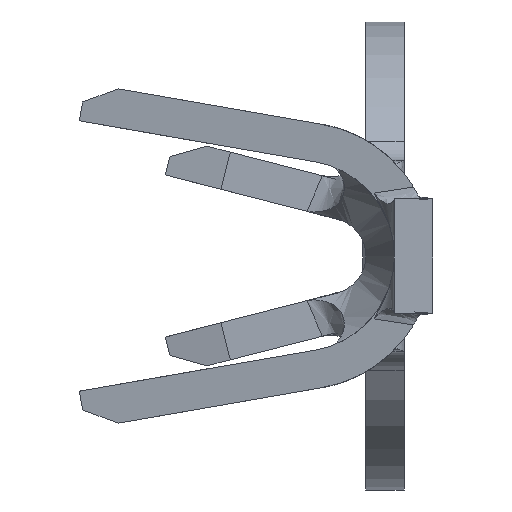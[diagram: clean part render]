
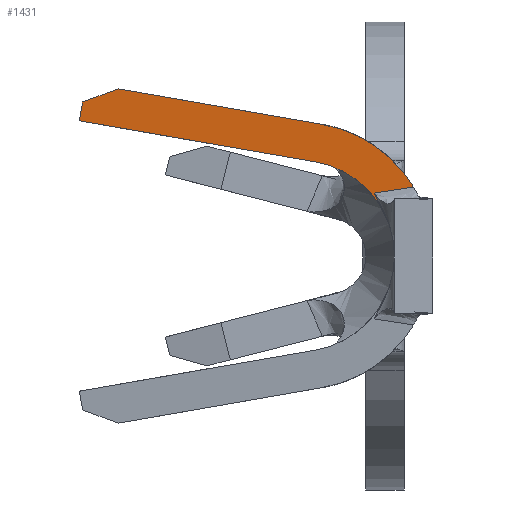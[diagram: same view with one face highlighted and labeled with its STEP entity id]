
A CAD part, left-side view. The second image highlights one B-rep face of the part: STEP entity #1431.
In plain terms, the highlighted planar face has unit normal (-0.99, 0.139, 0).
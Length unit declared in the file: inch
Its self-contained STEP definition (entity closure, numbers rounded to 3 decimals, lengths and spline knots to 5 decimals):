
#27 = CARTESIAN_POINT ( 'NONE',  ( -0.34937, 0.04643, 0.04926 ) ) ;
#180 = EDGE_CURVE ( 'NONE', #3218, #4158, #2663, .T. ) ;
#253 = EDGE_CURVE ( 'NONE', #3606, #3218, #1276, .T. ) ;
#325 = CARTESIAN_POINT ( 'NONE',  ( -0.35495, 0.0067, 0.03445 ) ) ;
#438 = CARTESIAN_POINT ( 'NONE',  ( -0.332, 0.17, -0.09 ) ) ;
#681 = CARTESIAN_POINT ( 'NONE',  ( -0.34985, 0.043, 0.06896 ) ) ;
#711 = CARTESIAN_POINT ( 'NONE',  ( -0.35564, 0.00177, 0.03517 ) ) ;
#835 = DIRECTION ( 'NONE',  ( 0.139, 0.99, 0. ) ) ;
#925 = CARTESIAN_POINT ( 'NONE',  ( -0.3527, 0.02268, 0.06543 ) ) ;
#978 = LINE ( 'NONE', #1336, #4449 ) ;
#1056 = EDGE_CURVE ( 'NONE', #4167, #3606, #3340, .T. ) ;
#1093 = DIRECTION ( 'NONE',  ( -0.137, -0.976, -0.17 ) ) ;
#1101 = CARTESIAN_POINT ( 'NONE',  ( -0.35634, -0.0032, 0.03585 ) ) ;
#1127 = ORIENTED_EDGE ( 'NONE', *, *, #3962, .T. ) ;
#1276 = LINE ( 'NONE', #2486, #2091 ) ;
#1279 = ORIENTED_EDGE ( 'NONE', *, *, #1741, .F. ) ;
#1285 = CARTESIAN_POINT ( 'NONE',  ( -0.3551, 0.00567, 0.05377 ) ) ;
#1306 = CARTESIAN_POINT ( 'NONE',  ( -0.35446, 0.01017, 0.02214 ) ) ;
#1336 = CARTESIAN_POINT ( 'NONE',  ( -0.33202, 0.16989, 0.07138 ) ) ;
#1360 = CARTESIAN_POINT ( 'NONE',  ( -0.33268, 0.16515, 0.08177 ) ) ;
#1362 = CARTESIAN_POINT ( 'NONE',  ( -0.35659, -0.00497, 0.0361 ) ) ;
#1375 = DIRECTION ( 'NONE',  ( -0.131, -0.931, 0.341 ) ) ;
#1431 = ADVANCED_FACE ( 'NONE', ( #1763 ), #4297, .F. ) ;
#1453 = CARTESIAN_POINT ( 'NONE',  ( -0.35651, -0.00438, 0.03602 ) ) ;
#1472 = CARTESIAN_POINT ( 'NONE',  ( -0.35421, 0.01195, 0.02575 ) ) ;
#1473 = LINE ( 'NONE', #4197, #3335 ) ;
#1491 = CARTESIAN_POINT ( 'NONE',  ( -0.35371, 0.01551, 0.03296 ) ) ;
#1607 = CARTESIAN_POINT ( 'NONE',  ( -0.35659, -0.00497, 0.0361 ) ) ;
#1683 = DIRECTION ( 'NONE',  ( -0.024, -0.171, 0.985 ) ) ;
#1741 = EDGE_CURVE ( 'NONE', #3221, #4167, #978, .T. ) ;
#1763 = FACE_OUTER_BOUND ( 'NONE', #3468, .T. ) ;
#1832 = EDGE_CURVE ( 'NONE', #2105, #3221, #1473, .T. ) ;
#1867 = CARTESIAN_POINT ( 'NONE',  ( -0.35446, 0.01017, 0.02214 ) ) ;
#2091 = VECTOR ( 'NONE', #1093, 39.37008 ) ;
#2105 = VERTEX_POINT ( 'NONE', #2653 ) ;
#2141 = CARTESIAN_POINT ( 'NONE',  ( -0.35408, 0.0129, 0.03343 ) ) ;
#2180 = VERTEX_POINT ( 'NONE', #1306 ) ;
#2196 = ORIENTED_EDGE ( 'NONE', *, *, #3461, .T. ) ;
#2225 = CARTESIAN_POINT ( 'NONE',  ( -0.35162, 0.0304, 0.04647 ) ) ;
#2286 = B_SPLINE_CURVE_WITH_KNOTS ( 'NONE', 3,
 ( #3530, #2850, #2141, #4567, #2491, #325, #2867, #711, #3219, #1101, #3542, #1453, #3882 ),
 .UNSPECIFIED., .F., .F.,
 ( 4, 3, 3, 3, 4 ),
 ( 0.00004, 0.00014, 0.00033, 0.00053, 0.00057 ),
 .UNSPECIFIED. ) ;
#2385 = ORIENTED_EDGE ( 'NONE', *, *, #1832, .F. ) ;
#2409 = VECTOR ( 'NONE', #1375, 39.37008 ) ;
#2486 = CARTESIAN_POINT ( 'NONE',  ( -0.35, 0.04191, 0.06877 ) ) ;
#2491 = CARTESIAN_POINT ( 'NONE',  ( -0.35461, 0.00915, 0.03406 ) ) ;
#2519 = ORIENTED_EDGE ( 'NONE', *, *, #3544, .F. ) ;
#2527 = AXIS2_PLACEMENT_3D ( 'NONE', #438, #2984, #835 ) ;
#2640 = CARTESIAN_POINT ( 'NONE',  ( -0.33488, 0.14951, 0.0875 ) ) ;
#2653 = CARTESIAN_POINT ( 'NONE',  ( -0.34937, 0.04643, 0.04926 ) ) ;
#2663 =( BOUNDED_CURVE ( )  B_SPLINE_CURVE ( 3, ( #681, #925, #1285, #1607 ),
 .UNSPECIFIED., .F., .F. ) 
 B_SPLINE_CURVE_WITH_KNOTS ( ( 4, 4 ),
 ( 1.74311, 2.5997 ),
 .UNSPECIFIED. ) 
 CURVE ( )  GEOMETRIC_REPRESENTATION_ITEM ( )  RATIONAL_B_SPLINE_CURVE ( ( 1., 0.94, 0.94, 1. ) ) 
 REPRESENTATION_ITEM ( '' )  );
#2692 = CARTESIAN_POINT ( 'NONE',  ( -0.34985, 0.043, 0.06896 ) ) ;
#2776 = CARTESIAN_POINT ( 'NONE',  ( -0.33224, 0.16829, 0.08062 ) ) ;
#2797 =( BOUNDED_CURVE ( )  B_SPLINE_CURVE ( 3, ( #1867, #3602, #2225, #27 ),
 .UNSPECIFIED., .F., .T. ) 
 B_SPLINE_CURVE_WITH_KNOTS ( ( 4, 4 ),
 ( 3.60038, 4.54008 ),
 .UNSPECIFIED. ) 
 CURVE ( )  GEOMETRIC_REPRESENTATION_ITEM ( )  RATIONAL_B_SPLINE_CURVE ( ( 1., 0.928, 0.928, 1. ) ) 
 REPRESENTATION_ITEM ( '' )  );
#2815 = DIRECTION ( 'NONE',  ( 0.137, 0.976, 0.17 ) ) ;
#2850 = CARTESIAN_POINT ( 'NONE',  ( -0.3539, 0.01421, 0.0332 ) ) ;
#2867 = CARTESIAN_POINT ( 'NONE',  ( -0.35529, 0.00425, 0.0348 ) ) ;
#2984 = DIRECTION ( 'NONE',  ( 0.99, -0.139, 0. ) ) ;
#3029 = VERTEX_POINT ( 'NONE', #3922 ) ;
#3047 = ORIENTED_EDGE ( 'NONE', *, *, #180, .F. ) ;
#3070 = CARTESIAN_POINT ( 'NONE',  ( -0.332, 0.17, 0.07077 ) ) ;
#3218 = VERTEX_POINT ( 'NONE', #2692 ) ;
#3219 = CARTESIAN_POINT ( 'NONE',  ( -0.35599, -0.00071, 0.03551 ) ) ;
#3221 = VERTEX_POINT ( 'NONE', #3070 ) ;
#3335 = VECTOR ( 'NONE', #2815, 39.37008 ) ;
#3340 = LINE ( 'NONE', #1360, #2409 ) ;
#3461 = EDGE_CURVE ( 'NONE', #3029, #4158, #2286, .T. ) ;
#3468 = EDGE_LOOP ( 'NONE', ( #2519, #1127, #2196, #3047, #4036, #3626, #1279, #2385 ) ) ;
#3530 = CARTESIAN_POINT ( 'NONE',  ( -0.35371, 0.01551, 0.03296 ) ) ;
#3542 = CARTESIAN_POINT ( 'NONE',  ( -0.35642, -0.00379, 0.03593 ) ) ;
#3544 = EDGE_CURVE ( 'NONE', #2180, #2105, #2797, .T. ) ;
#3577 = CARTESIAN_POINT ( 'NONE',  ( -0.35396, 0.01373, 0.02935 ) ) ;
#3602 = CARTESIAN_POINT ( 'NONE',  ( -0.35345, 0.01737, 0.03673 ) ) ;
#3606 = VERTEX_POINT ( 'NONE', #2640 ) ;
#3626 = ORIENTED_EDGE ( 'NONE', *, *, #1056, .F. ) ;
#3882 = CARTESIAN_POINT ( 'NONE',  ( -0.35659, -0.00497, 0.0361 ) ) ;
#3922 = CARTESIAN_POINT ( 'NONE',  ( -0.35371, 0.01551, 0.03296 ) ) ;
#3962 = EDGE_CURVE ( 'NONE', #2180, #3029, #4509, .T. ) ;
#4036 = ORIENTED_EDGE ( 'NONE', *, *, #253, .F. ) ;
#4158 = VERTEX_POINT ( 'NONE', #1362 ) ;
#4167 = VERTEX_POINT ( 'NONE', #2776 ) ;
#4197 = CARTESIAN_POINT ( 'NONE',  ( -0.34953, 0.04527, 0.04906 ) ) ;
#4233 = CARTESIAN_POINT ( 'NONE',  ( -0.35446, 0.01017, 0.02214 ) ) ;
#4297 = PLANE ( 'NONE',  #2527 ) ;
#4449 = VECTOR ( 'NONE', #1683, 39.37008 ) ;
#4509 = B_SPLINE_CURVE_WITH_KNOTS ( 'NONE', 3,
 ( #4233, #1472, #3577, #1491 ),
 .UNSPECIFIED., .F., .F.,
 ( 4, 4 ),
 ( 0., 0.00031 ),
 .UNSPECIFIED. ) ;
#4567 = CARTESIAN_POINT ( 'NONE',  ( -0.35426, 0.01159, 0.03365 ) ) ;
